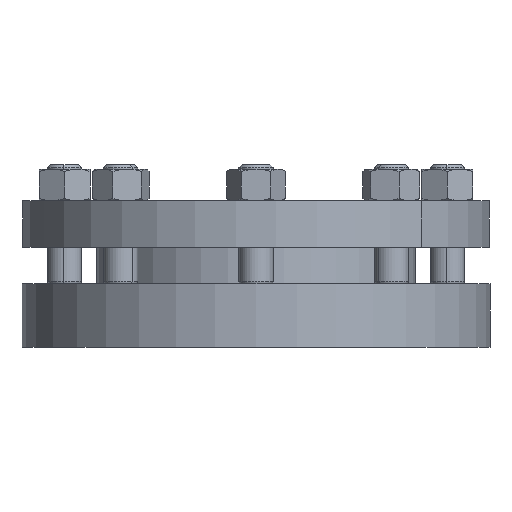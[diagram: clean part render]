
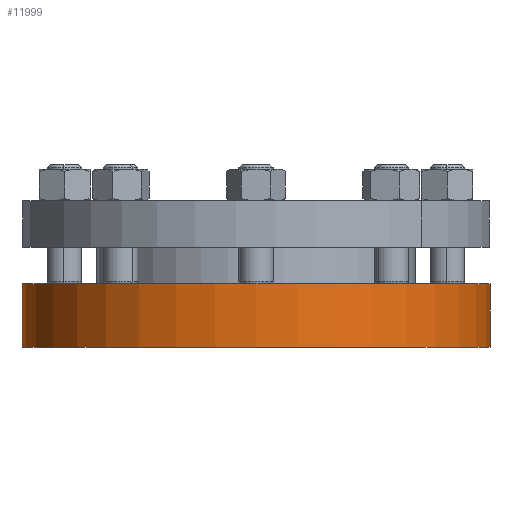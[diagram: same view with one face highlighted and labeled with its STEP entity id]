
A CAD part, front view. The second image highlights one B-rep face of the part: STEP entity #11999.
In plain terms, the highlighted cylindrical face has radius 110 mm (diameter 220 mm), a partial arc.
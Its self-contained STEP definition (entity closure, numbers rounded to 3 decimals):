
#404 = LINE ( 'NONE', #4202, #15116 ) ;
#896 = CARTESIAN_POINT ( 'NONE',  ( 110., 0., 30. ) ) ;
#909 = CYLINDRICAL_SURFACE ( 'NONE', #7677, 110. ) ;
#1648 = DIRECTION ( 'NONE',  ( -1., 0., 0. ) ) ;
#2867 = CARTESIAN_POINT ( 'NONE',  ( 0., 0., 0. ) ) ;
#3194 = VERTEX_POINT ( 'NONE', #14955 ) ;
#3473 = CARTESIAN_POINT ( 'NONE',  ( 0., 0., 0. ) ) ;
#3834 = VERTEX_POINT ( 'NONE', #896 ) ;
#3935 = CARTESIAN_POINT ( 'NONE',  ( 0., 0., 30. ) ) ;
#4030 = CARTESIAN_POINT ( 'NONE',  ( -110., 0., 0. ) ) ;
#4202 = CARTESIAN_POINT ( 'NONE',  ( 110., 0., 0. ) ) ;
#4453 = DIRECTION ( 'NONE',  ( 0., 0., -1. ) ) ;
#4533 = ORIENTED_EDGE ( 'NONE', *, *, #11277, .F. ) ;
#4534 = CIRCLE ( 'NONE', #8768, 110. ) ;
#5020 = VECTOR ( 'NONE', #4453, 1000. ) ;
#5216 = DIRECTION ( 'NONE',  ( 0., 0., -1. ) ) ;
#5546 = CIRCLE ( 'NONE', #15588, 110. ) ;
#5897 = VERTEX_POINT ( 'NONE', #4030 ) ;
#6154 = ORIENTED_EDGE ( 'NONE', *, *, #7465, .F. ) ;
#7293 = DIRECTION ( 'NONE',  ( 0., 0., -1. ) ) ;
#7330 = CARTESIAN_POINT ( 'NONE',  ( -110., 0., 30. ) ) ;
#7465 = EDGE_CURVE ( 'NONE', #3834, #3194, #404, .T. ) ;
#7677 = AXIS2_PLACEMENT_3D ( 'NONE', #3473, #7293, #13601 ) ;
#7926 = DIRECTION ( 'NONE',  ( 0., 0., -1. ) ) ;
#8768 = AXIS2_PLACEMENT_3D ( 'NONE', #3935, #9227, #10559 ) ;
#9227 = DIRECTION ( 'NONE',  ( 0., 0., -1. ) ) ;
#9606 = LINE ( 'NONE', #14645, #5020 ) ;
#10559 = DIRECTION ( 'NONE',  ( -1., 0., 0. ) ) ;
#11049 = EDGE_CURVE ( 'NONE', #11340, #5897, #9606, .T. ) ;
#11277 = EDGE_CURVE ( 'NONE', #3194, #5897, #5546, .T. ) ;
#11340 = VERTEX_POINT ( 'NONE', #7330 ) ;
#11821 = ORIENTED_EDGE ( 'NONE', *, *, #11049, .T. ) ;
#11999 = ADVANCED_FACE ( 'NONE', ( #13431 ), #909, .T. ) ;
#13120 = EDGE_LOOP ( 'NONE', ( #6154, #14284, #11821, #4533 ) ) ;
#13431 = FACE_OUTER_BOUND ( 'NONE', #13120, .T. ) ;
#13601 = DIRECTION ( 'NONE',  ( -1., 0., 0. ) ) ;
#14197 = EDGE_CURVE ( 'NONE', #3834, #11340, #4534, .T. ) ;
#14284 = ORIENTED_EDGE ( 'NONE', *, *, #14197, .T. ) ;
#14645 = CARTESIAN_POINT ( 'NONE',  ( -110., 0., 0. ) ) ;
#14955 = CARTESIAN_POINT ( 'NONE',  ( 110., 0., 0. ) ) ;
#15116 = VECTOR ( 'NONE', #5216, 1000. ) ;
#15588 = AXIS2_PLACEMENT_3D ( 'NONE', #2867, #7926, #1648 ) ;
